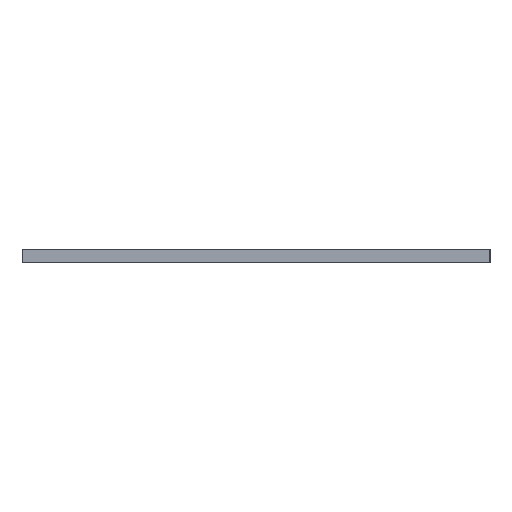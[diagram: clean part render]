
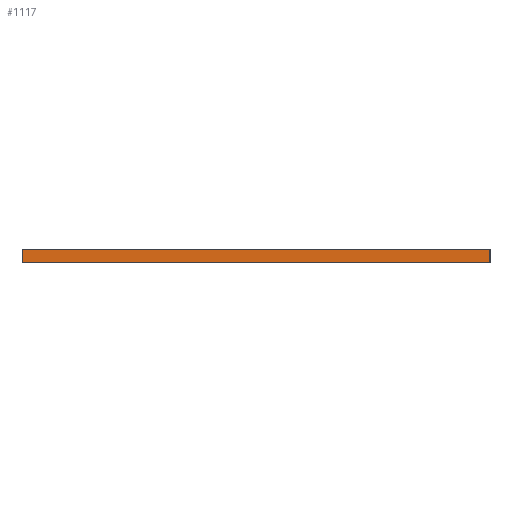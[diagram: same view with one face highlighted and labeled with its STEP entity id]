
A CAD part, left-side view. The second image highlights one B-rep face of the part: STEP entity #1117.
In plain terms, the highlighted planar face has unit normal (-1, 0, 0).
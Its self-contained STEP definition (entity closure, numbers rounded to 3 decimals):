
#32 = DIRECTION ( 'NONE',  ( 0., 1., 0. ) ) ;
#401 = EDGE_CURVE ( 'NONE', #18713, #6836, #8128, .T. ) ;
#939 = VECTOR ( 'NONE', #2892, 1000. ) ;
#1117 = ADVANCED_FACE ( 'NONE', ( #12718 ), #2974, .F. ) ;
#1215 = EDGE_CURVE ( 'NONE', #6784, #10723, #3339, .T. ) ;
#1381 = DIRECTION ( 'NONE',  ( 1., 0., 0. ) ) ;
#1641 = CARTESIAN_POINT ( 'NONE',  ( -225., 225., 13. ) ) ;
#2327 = CARTESIAN_POINT ( 'NONE',  ( -225., 225., 13. ) ) ;
#2892 = DIRECTION ( 'NONE',  ( 0., -1., 0. ) ) ;
#2974 = PLANE ( 'NONE',  #8830 ) ;
#3339 = LINE ( 'NONE', #8591, #18115 ) ;
#4009 = EDGE_LOOP ( 'NONE', ( #16251, #5741, #9934, #16438 ) ) ;
#4176 = VECTOR ( 'NONE', #16767, 1000. ) ;
#4397 = CARTESIAN_POINT ( 'NONE',  ( -225., 225., 0. ) ) ;
#4800 = CARTESIAN_POINT ( 'NONE',  ( -225., -225., 0. ) ) ;
#5741 = ORIENTED_EDGE ( 'NONE', *, *, #1215, .F. ) ;
#6185 = EDGE_CURVE ( 'NONE', #18713, #6784, #9393, .T. ) ;
#6784 = VERTEX_POINT ( 'NONE', #10506 ) ;
#6836 = VERTEX_POINT ( 'NONE', #16558 ) ;
#8128 = LINE ( 'NONE', #16642, #4176 ) ;
#8458 = DIRECTION ( 'NONE',  ( 0., 0., -1. ) ) ;
#8591 = CARTESIAN_POINT ( 'NONE',  ( -225., -225., 13. ) ) ;
#8830 = AXIS2_PLACEMENT_3D ( 'NONE', #1641, #1381, #32 ) ;
#9264 = LINE ( 'NONE', #4397, #939 ) ;
#9393 = LINE ( 'NONE', #2327, #13293 ) ;
#9934 = ORIENTED_EDGE ( 'NONE', *, *, #6185, .F. ) ;
#10499 = CARTESIAN_POINT ( 'NONE',  ( -225., 225., 13. ) ) ;
#10506 = CARTESIAN_POINT ( 'NONE',  ( -225., -225., 13. ) ) ;
#10723 = VERTEX_POINT ( 'NONE', #4800 ) ;
#11176 = DIRECTION ( 'NONE',  ( 0., -1., 0. ) ) ;
#12718 = FACE_OUTER_BOUND ( 'NONE', #4009, .T. ) ;
#13293 = VECTOR ( 'NONE', #11176, 1000. ) ;
#13920 = EDGE_CURVE ( 'NONE', #6836, #10723, #9264, .T. ) ;
#16251 = ORIENTED_EDGE ( 'NONE', *, *, #13920, .T. ) ;
#16438 = ORIENTED_EDGE ( 'NONE', *, *, #401, .T. ) ;
#16558 = CARTESIAN_POINT ( 'NONE',  ( -225., 225., 0. ) ) ;
#16642 = CARTESIAN_POINT ( 'NONE',  ( -225., 225., 13. ) ) ;
#16767 = DIRECTION ( 'NONE',  ( 0., 0., -1. ) ) ;
#18115 = VECTOR ( 'NONE', #8458, 1000. ) ;
#18713 = VERTEX_POINT ( 'NONE', #10499 ) ;
